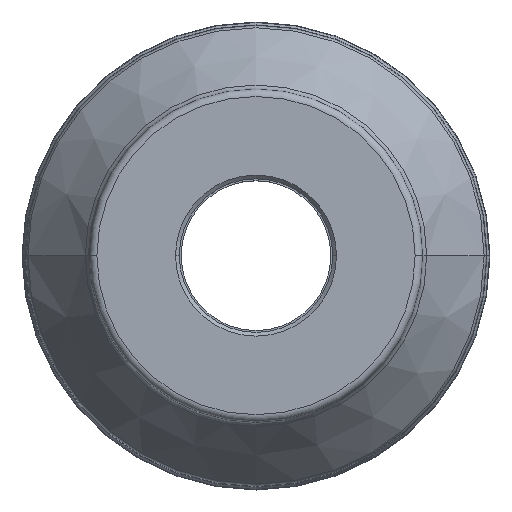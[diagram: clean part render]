
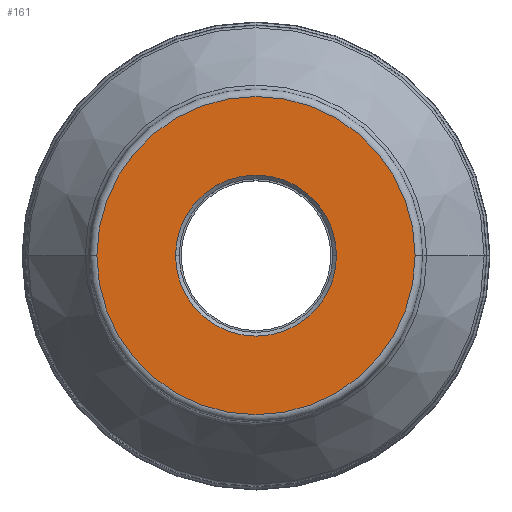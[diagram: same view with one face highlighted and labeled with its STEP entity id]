
A CAD part, top view. The second image highlights one B-rep face of the part: STEP entity #161.
In plain terms, the highlighted planar face has unit normal (0, 0, 1).
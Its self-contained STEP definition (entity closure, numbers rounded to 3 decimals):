
#45=PLANE('',#1474);
#54=FACE_BOUND('',#334,.T.);
#55=FACE_BOUND('',#335,.T.);
#161=ADVANCED_FACE('',(#54,#55),#45,.T.);
#334=EDGE_LOOP('',(#551,#552));
#335=EDGE_LOOP('',(#553,#554,#555));
#551=ORIENTED_EDGE('',*,*,#903,.F.);
#552=ORIENTED_EDGE('',*,*,#902,.F.);
#553=ORIENTED_EDGE('',*,*,#904,.F.);
#554=ORIENTED_EDGE('',*,*,#905,.F.);
#555=ORIENTED_EDGE('',*,*,#906,.F.);
#765=VERTEX_POINT('',#2271);
#766=VERTEX_POINT('',#2273);
#767=VERTEX_POINT('',#2278);
#768=VERTEX_POINT('',#2279);
#769=VERTEX_POINT('',#2281);
#902=EDGE_CURVE('',#766,#765,#1056,.T.);
#903=EDGE_CURVE('',#765,#766,#1057,.T.);
#904=EDGE_CURVE('',#767,#768,#1058,.T.);
#905=EDGE_CURVE('',#769,#767,#1059,.T.);
#906=EDGE_CURVE('',#768,#769,#1060,.T.);
#1056=CIRCLE('',#1468,42.5);
#1057=CIRCLE('',#1470,42.5);
#1058=CIRCLE('',#1471,21.5);
#1059=CIRCLE('',#1472,21.5);
#1060=CIRCLE('',#1473,21.5);
#1468=AXIS2_PLACEMENT_3D('',#2274,#1852,#1853);
#1470=AXIS2_PLACEMENT_3D('',#2276,#1856,#1857);
#1471=AXIS2_PLACEMENT_3D('',#2277,#1858,#1859);
#1472=AXIS2_PLACEMENT_3D('',#2280,#1860,#1861);
#1473=AXIS2_PLACEMENT_3D('',#2282,#1862,#1863);
#1474=AXIS2_PLACEMENT_3D('',#2283,#1864,#1865);
#1852=DIRECTION('',(0.,0.,-1.));
#1853=DIRECTION('',(1.,0.,0.));
#1856=DIRECTION('',(0.,0.,-1.));
#1857=DIRECTION('',(-1.,0.,0.));
#1858=DIRECTION('',(0.,0.,1.));
#1859=DIRECTION('',(1.,0.,0.));
#1860=DIRECTION('',(0.,0.,1.));
#1861=DIRECTION('',(0.,-1.,0.));
#1862=DIRECTION('',(0.,0.,1.));
#1863=DIRECTION('',(-1.,0.,0.));
#1864=DIRECTION('',(0.,0.,1.));
#1865=DIRECTION('',(1.,0.,0.));
#2271=CARTESIAN_POINT('',(-42.5,0.,0.));
#2273=CARTESIAN_POINT('',(42.5,0.,0.));
#2274=CARTESIAN_POINT('',(0.,0.,0.));
#2276=CARTESIAN_POINT('',(0.,0.,0.));
#2277=CARTESIAN_POINT('',(0.,0.,0.));
#2278=CARTESIAN_POINT('',(21.5,0.,0.));
#2279=CARTESIAN_POINT('',(-21.5,0.,0.));
#2280=CARTESIAN_POINT('',(0.,0.,0.));
#2281=CARTESIAN_POINT('',(0.,-21.5,0.));
#2282=CARTESIAN_POINT('',(0.,0.,0.));
#2283=CARTESIAN_POINT('',(0.,0.,0.));
